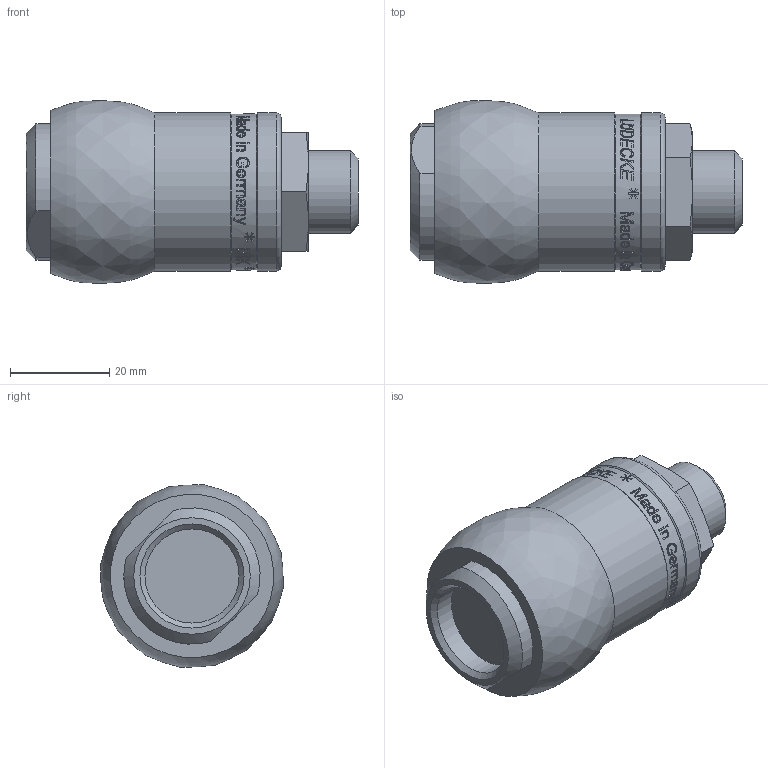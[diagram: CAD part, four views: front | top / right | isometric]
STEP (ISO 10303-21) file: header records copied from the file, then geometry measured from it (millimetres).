
FILE_DESCRIPTION(/* description */ (''),/* implementation_level */ '2;1');
FILE_NAME(/* name */ 'F 1 K.stp',/* time_stamp */ '2023-01-16T09:07:10+01:00',/* author */ ('stefan.foerster'),/* organization */ (''),/* preprocessor_version */ 'ST-DEVELOPER v18.1',/* originating_system */ 'Autodesk Inventor 2022',/* authorisation */ '0 mm^3');
FILE_SCHEMA (('AP203_CONFIGURATION_CONTROLLED_3D_DESIGN_OF_MECHANICAL_PARTS_AND_ASSEMBLIES_MIM_LF { 1 0 10303 203 3 1 4 }','AUTOMOTIVE_DESIGN { 1 0 10303 214 3 1 1 }'));
Products named in the file (1): ENG-007497_Vereinfachen_1
Bounding box: 67 x 36.85 x 36.85 mm (x, y, z)
Volume: 46364.9 mm3; surface area: 8568.8 mm2
Topology: 1 solids, 1 shells, 498 faces, 1344 edges, 893 vertices
Faces by surface type: bspline 282, plane 153, cylinder 50, cone 12, torus 1
Full cylindrical faces by diameter (mm): 10 x1, 16.662 x1, 19 x1, 31.5 x1, 32 x2
Entity records: 66671 total; most frequent: CARTESIAN_POINT 55737, ORIENTED_EDGE 2688, EDGE_CURVE 1344, DIRECTION 1197, VERTEX_POINT 893, B_SPLINE_CURVE_WITH_KNOTS 696, EDGE_LOOP 543, LINE 505
